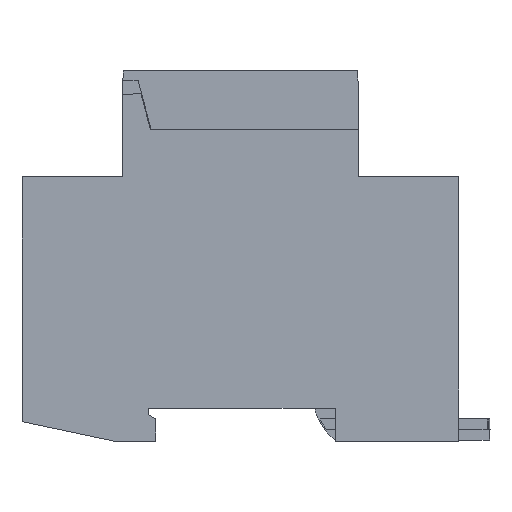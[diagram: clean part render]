
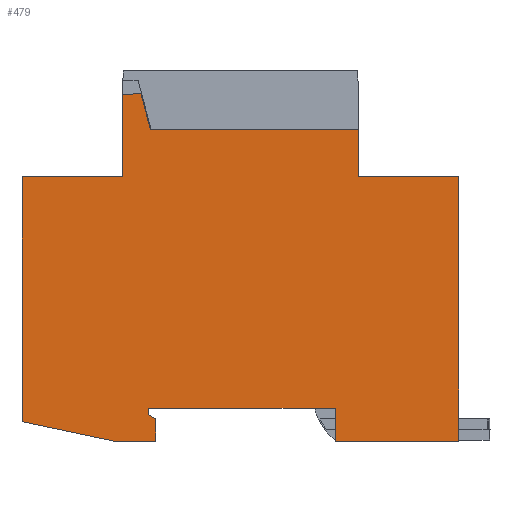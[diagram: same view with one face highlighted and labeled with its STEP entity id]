
A CAD part, left-side view. The second image highlights one B-rep face of the part: STEP entity #479.
In plain terms, the highlighted planar face has unit normal (-1, 0, 0).
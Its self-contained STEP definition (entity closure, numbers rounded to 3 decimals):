
#479=ADVANCED_FACE('',(#1315),#1316,.F.);
#1315=FACE_OUTER_BOUND('',#2509,.T.);
#1316=PLANE('',#2510);
#2509=EDGE_LOOP('',(#4079,#4080,#4081,#4082,#4083,#4084,#4085,#4086,#4087,#4088,#4089,#4090,#4091,#4092,#4093,#4094,#4095));
#2510=AXIS2_PLACEMENT_3D('',#4096,#4097,#4098);
#4079=ORIENTED_EDGE('',*,*,#7612,.T.);
#4080=ORIENTED_EDGE('',*,*,#7613,.T.);
#4081=ORIENTED_EDGE('',*,*,#7614,.T.);
#4082=ORIENTED_EDGE('',*,*,#7615,.T.);
#4083=ORIENTED_EDGE('',*,*,#7616,.T.);
#4084=ORIENTED_EDGE('',*,*,#7617,.T.);
#4085=ORIENTED_EDGE('',*,*,#7618,.T.);
#4086=ORIENTED_EDGE('',*,*,#7619,.T.);
#4087=ORIENTED_EDGE('',*,*,#7592,.F.);
#4088=ORIENTED_EDGE('',*,*,#7620,.T.);
#4089=ORIENTED_EDGE('',*,*,#7621,.F.);
#4090=ORIENTED_EDGE('',*,*,#7622,.F.);
#4091=ORIENTED_EDGE('',*,*,#7623,.T.);
#4092=ORIENTED_EDGE('',*,*,#7624,.T.);
#4093=ORIENTED_EDGE('',*,*,#7625,.F.);
#4094=ORIENTED_EDGE('',*,*,#7626,.T.);
#4095=ORIENTED_EDGE('',*,*,#7627,.T.);
#4096=CARTESIAN_POINT('',(0.0,47.393,20.875));
#4097=DIRECTION('',(1.0,0.0,0.0));
#4098=DIRECTION('',(0.0,0.0,-1.0));
#7592=EDGE_CURVE('',#9303,#9274,#9305,.T.);
#7612=EDGE_CURVE('',#9337,#9338,#9339,.T.);
#7613=EDGE_CURVE('',#9338,#9340,#9341,.T.);
#7614=EDGE_CURVE('',#9340,#9342,#9343,.T.);
#7615=EDGE_CURVE('',#9342,#9344,#9345,.T.);
#7616=EDGE_CURVE('',#9344,#9346,#9347,.T.);
#7617=EDGE_CURVE('',#9346,#9348,#9349,.T.);
#7618=EDGE_CURVE('',#9348,#9350,#9351,.T.);
#7619=EDGE_CURVE('',#9350,#9274,#9352,.T.);
#7620=EDGE_CURVE('',#9303,#9353,#9354,.T.);
#7621=EDGE_CURVE('',#9355,#9353,#9356,.T.);
#7622=EDGE_CURVE('',#9357,#9355,#9358,.T.);
#7623=EDGE_CURVE('',#9357,#9359,#9360,.T.);
#7624=EDGE_CURVE('',#9359,#9361,#9362,.T.);
#7625=EDGE_CURVE('',#9363,#9361,#9364,.T.);
#7626=EDGE_CURVE('',#9363,#9365,#9366,.T.);
#7627=EDGE_CURVE('',#9365,#9337,#9367,.T.);
#9274=VERTEX_POINT('',#11757);
#9303=VERTEX_POINT('',#11800);
#9305=LINE('',#11803,#11804);
#9337=VERTEX_POINT('',#11851);
#9338=VERTEX_POINT('',#11852);
#9339=LINE('',#11853,#11854);
#9340=VERTEX_POINT('',#11855);
#9341=LINE('',#11856,#11857);
#9342=VERTEX_POINT('',#11858);
#9343=LINE('',#11859,#11860);
#9344=VERTEX_POINT('',#11861);
#9345=LINE('',#11862,#11863);
#9346=VERTEX_POINT('',#11864);
#9347=LINE('',#11865,#11866);
#9348=VERTEX_POINT('',#11867);
#9349=LINE('',#11868,#11869);
#9350=VERTEX_POINT('',#11870);
#9351=LINE('',#11871,#11872);
#9352=LINE('',#11873,#11874);
#9353=VERTEX_POINT('',#11875);
#9354=LINE('',#11876,#11877);
#9355=VERTEX_POINT('',#11878);
#9356=LINE('',#11879,#11880);
#9357=VERTEX_POINT('',#11881);
#9358=LINE('',#11882,#11883);
#9359=VERTEX_POINT('',#11884);
#9360=LINE('',#11885,#11886);
#9361=VERTEX_POINT('',#11887);
#9362=LINE('',#11888,#11889);
#9363=VERTEX_POINT('',#11890);
#9364=LINE('',#11891,#11892);
#9365=VERTEX_POINT('',#11893);
#9366=LINE('',#11894,#11895);
#9367=LINE('',#11896,#11897);
#11757=CARTESIAN_POINT('',(0.0,5.893,0.));
#11800=CARTESIAN_POINT('',(0.0,5.893,50.2));
#11803=CARTESIAN_POINT('',(0.0,5.893,41.75));
#11804=VECTOR('',#14671,1.0);
#11851=CARTESIAN_POINT('',(0.0,88.893,3.677));
#11852=CARTESIAN_POINT('',(0.0,71.593,0.));
#11853=CARTESIAN_POINT('',(0.0,88.1,3.509));
#11854=VECTOR('',#14687,1.0);
#11855=CARTESIAN_POINT('',(0.0,63.443,0.));
#11856=CARTESIAN_POINT('',(0.0,71.487,0.));
#11857=VECTOR('',#14688,1.0);
#11858=CARTESIAN_POINT('',(0.0,63.443,4.207));
#11859=CARTESIAN_POINT('',(0.0,63.443,0.5));
#11860=VECTOR('',#14689,1.0);
#11861=CARTESIAN_POINT('',(0.0,64.903,5.05));
#11862=CARTESIAN_POINT('',(0.0,63.443,4.207));
#11863=VECTOR('',#14690,1.0);
#11864=CARTESIAN_POINT('',(0.0,64.893,6.2));
#11865=CARTESIAN_POINT('',(0.0,64.903,5.05));
#11866=VECTOR('',#14691,1.0);
#11867=CARTESIAN_POINT('',(0.0,29.393,6.2));
#11868=CARTESIAN_POINT('',(0.0,64.893,6.2));
#11869=VECTOR('',#14692,1.0);
#11870=CARTESIAN_POINT('',(0.0,29.338,0.));
#11871=CARTESIAN_POINT('',(0.0,29.393,6.2));
#11872=VECTOR('',#14693,1.0);
#11873=CARTESIAN_POINT('',(0.0,27.851,0.));
#11874=VECTOR('',#14694,1.0);
#11875=CARTESIAN_POINT('',(0.0,24.893,50.2));
#11876=CARTESIAN_POINT('',(0.0,12.143,50.2));
#11877=VECTOR('',#14695,1.0);
#11878=CARTESIAN_POINT('',(0.0,24.893,59.2));
#11879=CARTESIAN_POINT('',(0.0,24.893,58.525));
#11880=VECTOR('',#14696,1.0);
#11881=CARTESIAN_POINT('',(0.0,64.493,59.2));
#11882=CARTESIAN_POINT('',(0.0,47.393,59.2));
#11883=VECTOR('',#14697,1.0);
#11884=CARTESIAN_POINT('',(0.0,66.315,66.));
#11885=CARTESIAN_POINT('',(0.0,53.766,19.167));
#11886=VECTOR('',#14698,1.0);
#11887=CARTESIAN_POINT('',(0.0,69.893,65.8));
#11888=CARTESIAN_POINT('',(0.0,68.443,65.881));
#11889=VECTOR('',#14699,1.0);
#11890=CARTESIAN_POINT('',(0.0,69.893,50.2));
#11891=CARTESIAN_POINT('',(0.0,69.893,20.875));
#11892=VECTOR('',#14700,1.0);
#11893=CARTESIAN_POINT('',(0.0,88.893,50.2));
#11894=CARTESIAN_POINT('',(0.0,82.643,50.2));
#11895=VECTOR('',#14701,1.0);
#11896=CARTESIAN_POINT('',(0.0,88.893,41.75));
#11897=VECTOR('',#14702,1.0);
#14671=DIRECTION('',(0.0,0.0,-1.0));
#14687=DIRECTION('',(0.0,-0.978,-0.208));
#14688=DIRECTION('',(0.0,-1.0,0.0));
#14689=DIRECTION('',(0.0,0.0,1.0));
#14690=DIRECTION('',(0.0,0.866,0.5));
#14691=DIRECTION('',(0.0,-0.009,1.));
#14692=DIRECTION('',(0.0,-1.0,0.0));
#14693=DIRECTION('',(0.0,-0.009,-1.));
#14694=DIRECTION('',(0.0,-1.,0.));
#14695=DIRECTION('',(0.0,1.0,0.0));
#14696=DIRECTION('',(0.0,0.0,-1.0));
#14697=DIRECTION('',(0.0,-1.0,0.0));
#14698=DIRECTION('',(0.0,0.259,0.966));
#14699=DIRECTION('',(0.0,0.998,-0.056));
#14700=DIRECTION('',(0.0,0.0,1.0));
#14701=DIRECTION('',(0.0,1.0,0.0));
#14702=DIRECTION('',(0.0,0.0,-1.0));
